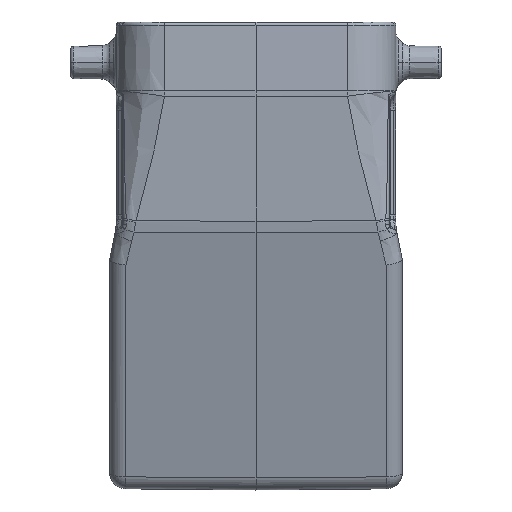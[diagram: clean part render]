
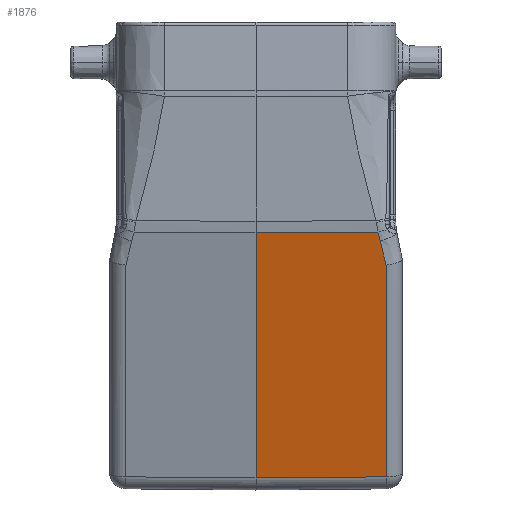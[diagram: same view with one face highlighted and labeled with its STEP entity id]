
A CAD part, left-side view. The second image highlights one B-rep face of the part: STEP entity #1876.
In plain terms, the highlighted planar face has unit normal (-0.966, -0.009, -0.259).
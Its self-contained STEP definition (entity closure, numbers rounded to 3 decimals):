
#594=FACE_OUTER_BOUND('',#2996,.T.);
#1250=B_SPLINE_CURVE_WITH_KNOTS('',3,(#16735,#16736,#16737,#16738),
 .UNSPECIFIED.,.F.,.F.,(4,4),(0.,1.),.UNSPECIFIED.);
#1337=B_SPLINE_CURVE_WITH_KNOTS('',3,(#17910,#17911,#17912,#17913,#17914,
#17915),.UNSPECIFIED.,.F.,.F.,(4,1,1,4),(0.,0.333,0.667,
1.),.UNSPECIFIED.);
#1876=ADVANCED_FACE('',(#594),#2518,.T.);
#2518=PLANE('',#12194);
#2996=EDGE_LOOP('',(#5751,#5752,#5753,#5754,#5755,#5756));
#3763=LINE('',#17904,#4517);
#3764=LINE('',#17906,#4518);
#3765=LINE('',#17909,#4519);
#3766=LINE('',#17916,#4520);
#4517=VECTOR('',#13542,1.);
#4518=VECTOR('',#13545,1.);
#4519=VECTOR('',#13546,1.);
#4520=VECTOR('',#13547,1.);
#5751=ORIENTED_EDGE('',*,*,#10201,.F.);
#5752=ORIENTED_EDGE('',*,*,#10202,.T.);
#5753=ORIENTED_EDGE('',*,*,#10024,.T.);
#5754=ORIENTED_EDGE('',*,*,#10203,.T.);
#5755=ORIENTED_EDGE('',*,*,#10200,.T.);
#5756=ORIENTED_EDGE('',*,*,#10204,.F.);
#8890=VERTEX_POINT('',#16734);
#8891=VERTEX_POINT('',#16739);
#8997=VERTEX_POINT('',#17816);
#9002=VERTEX_POINT('',#17903);
#9003=VERTEX_POINT('',#17907);
#9004=VERTEX_POINT('',#17908);
#10024=EDGE_CURVE('',#8891,#8890,#1250,.T.);
#10200=EDGE_CURVE('',#8997,#9002,#3763,.T.);
#10201=EDGE_CURVE('',#9003,#9004,#3764,.T.);
#10202=EDGE_CURVE('',#9003,#8891,#3765,.T.);
#10203=EDGE_CURVE('',#8890,#8997,#1337,.T.);
#10204=EDGE_CURVE('',#9004,#9002,#3766,.T.);
#12194=AXIS2_PLACEMENT_3D('',#17917,#13548,#13549);
#13542=DIRECTION('',(-0.009,1.,-0.002));
#13545=DIRECTION('',(-0.007,1.,-0.009));
#13546=DIRECTION('',(-0.259,0.,0.966));
#13547=DIRECTION('',(-0.259,0.,0.966));
#13548=DIRECTION('',(-0.966,-0.009,-0.259));
#13549=DIRECTION('',(-0.259,0.,0.966));
#16734=CARTESIAN_POINT('',(-34.05,-19.115,-33.678));
#16735=CARTESIAN_POINT('',(-33.046,-20.022,-37.395));
#16736=CARTESIAN_POINT('',(-33.39,-19.784,-36.118));
#16737=CARTESIAN_POINT('',(-33.725,-19.482,-34.879));
#16738=CARTESIAN_POINT('',(-34.05,-19.115,-33.678));
#16739=CARTESIAN_POINT('',(-33.046,-20.022,-37.395));
#17816=CARTESIAN_POINT('',(-34.418,-18.767,-32.316));
#17903=CARTESIAN_POINT('',(-34.58,0.,-32.345));
#17904=CARTESIAN_POINT('',(-34.418,-18.767,-32.316));
#17906=CARTESIAN_POINT('',(-24.317,-20.022,-69.972));
#17907=CARTESIAN_POINT('',(-24.317,-20.022,-69.972));
#17908=CARTESIAN_POINT('',(-24.451,0.,-70.147));
#17909=CARTESIAN_POINT('',(-24.317,-20.022,-69.972));
#17910=CARTESIAN_POINT('',(-34.05,-19.115,-33.678));
#17911=CARTESIAN_POINT('',(-34.093,-19.067,-33.521));
#17912=CARTESIAN_POINT('',(-34.177,-18.984,-33.21));
#17913=CARTESIAN_POINT('',(-34.304,-18.873,-32.739));
#17914=CARTESIAN_POINT('',(-34.381,-18.803,-32.454));
#17915=CARTESIAN_POINT('',(-34.418,-18.767,-32.316));
#17916=CARTESIAN_POINT('',(-24.451,0.,-70.147));
#17917=CARTESIAN_POINT('',(-23.955,0.,-72.));
